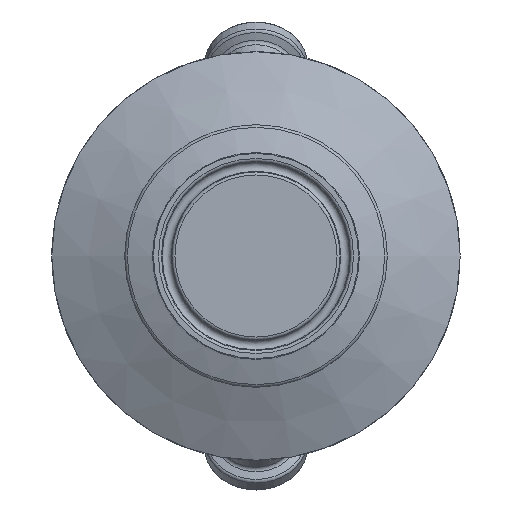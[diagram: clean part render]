
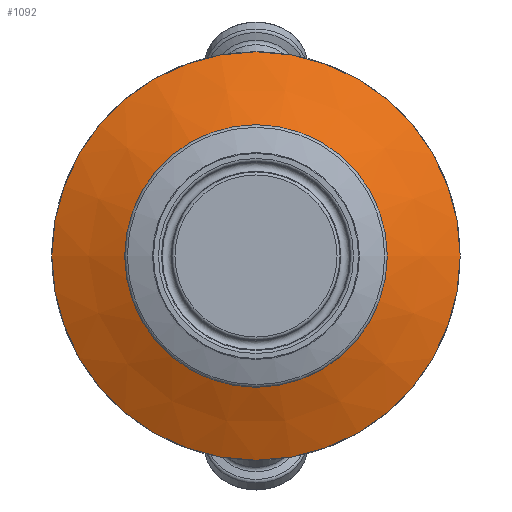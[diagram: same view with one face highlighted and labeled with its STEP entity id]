
A CAD part, front view. The second image highlights one B-rep face of the part: STEP entity #1092.
In plain terms, the highlighted conical face has half-angle 65.739 degrees and reference radius 40.875 mm.
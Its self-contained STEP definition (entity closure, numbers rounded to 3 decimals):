
#80=CONICAL_SURFACE('',#1301,40.875,1.147);
#121=LINE('',#2043,#166);
#166=VECTOR('',#1692,40.875);
#230=FACE_OUTER_BOUND('',#302,.T.);
#302=EDGE_LOOP('',(#979,#980,#981,#982));
#386=CIRCLE('',#1245,32.);
#412=CIRCLE('',#1296,49.75);
#497=VERTEX_POINT('',#1953);
#519=VERTEX_POINT('',#2035);
#629=EDGE_CURVE('',#497,#497,#386,.T.);
#671=EDGE_CURVE('',#519,#519,#412,.T.);
#674=EDGE_CURVE('',#519,#497,#121,.T.);
#979=ORIENTED_EDGE('',*,*,#671,.F.);
#980=ORIENTED_EDGE('',*,*,#674,.T.);
#981=ORIENTED_EDGE('',*,*,#629,.T.);
#982=ORIENTED_EDGE('',*,*,#674,.F.);
#1092=ADVANCED_FACE('',(#230),#80,.T.);
#1245=AXIS2_PLACEMENT_3D('',#1954,#1568,#1569);
#1296=AXIS2_PLACEMENT_3D('',#2037,#1680,#1681);
#1301=AXIS2_PLACEMENT_3D('',#2042,#1690,#1691);
#1568=DIRECTION('center_axis',(0.,1.,0.));
#1569=DIRECTION('ref_axis',(-1.,0.,0.));
#1680=DIRECTION('center_axis',(0.,1.,0.));
#1681=DIRECTION('ref_axis',(-1.,0.,0.));
#1690=DIRECTION('center_axis',(0.,1.,0.));
#1691=DIRECTION('ref_axis',(-1.,0.,0.));
#1692=DIRECTION('',(-0.912,-0.411,0.));
#1953=CARTESIAN_POINT('',(32.,28.,0.));
#1954=CARTESIAN_POINT('Origin',(0.,28.,0.));
#2035=CARTESIAN_POINT('',(49.75,36.,0.));
#2037=CARTESIAN_POINT('Origin',(0.,36.,0.));
#2042=CARTESIAN_POINT('Origin',(0.,32.,0.));
#2043=CARTESIAN_POINT('',(40.875,32.,0.));
